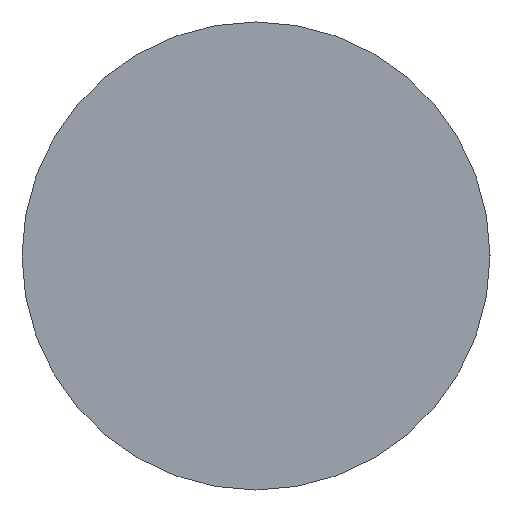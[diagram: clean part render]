
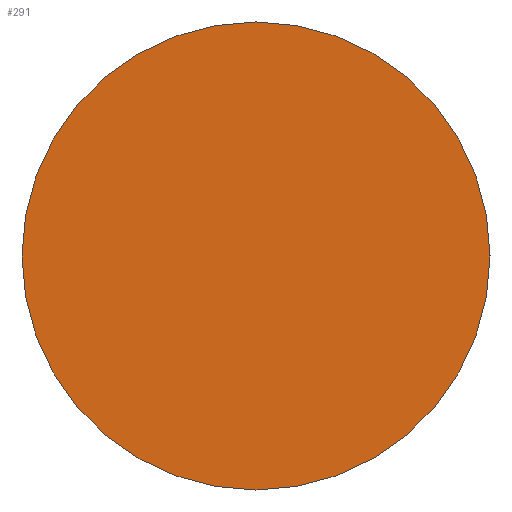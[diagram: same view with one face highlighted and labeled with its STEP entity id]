
A CAD part, left-side view. The second image highlights one B-rep face of the part: STEP entity #291.
In plain terms, the highlighted planar face has unit normal (-1, 0, 0).
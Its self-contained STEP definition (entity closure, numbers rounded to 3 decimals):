
#271 = VERTEX_POINT('',#272);
#272 = CARTESIAN_POINT('',(-1.85,-0.002,0.));
#278 = EDGE_CURVE('',#271,#271,#279,.T.);
#279 = CIRCLE('',#280,0.8);
#280 = AXIS2_PLACEMENT_3D('',#281,#282,#283);
#281 = CARTESIAN_POINT('',(-1.85,-0.002,0.8));
#282 = DIRECTION('',(-1.,0.,0.));
#283 = DIRECTION('',(0.,0.,-1.));
#291 = ADVANCED_FACE('',(#292),#295,.F.);
#292 = FACE_BOUND('',#293,.T.);
#293 = EDGE_LOOP('',(#294));
#294 = ORIENTED_EDGE('',*,*,#278,.T.);
#295 = PLANE('',#296);
#296 = AXIS2_PLACEMENT_3D('',#297,#298,#299);
#297 = CARTESIAN_POINT('',(-1.85,-0.002,0.));
#298 = DIRECTION('',(1.,0.,0.));
#299 = DIRECTION('',(0.,0.,-1.));
